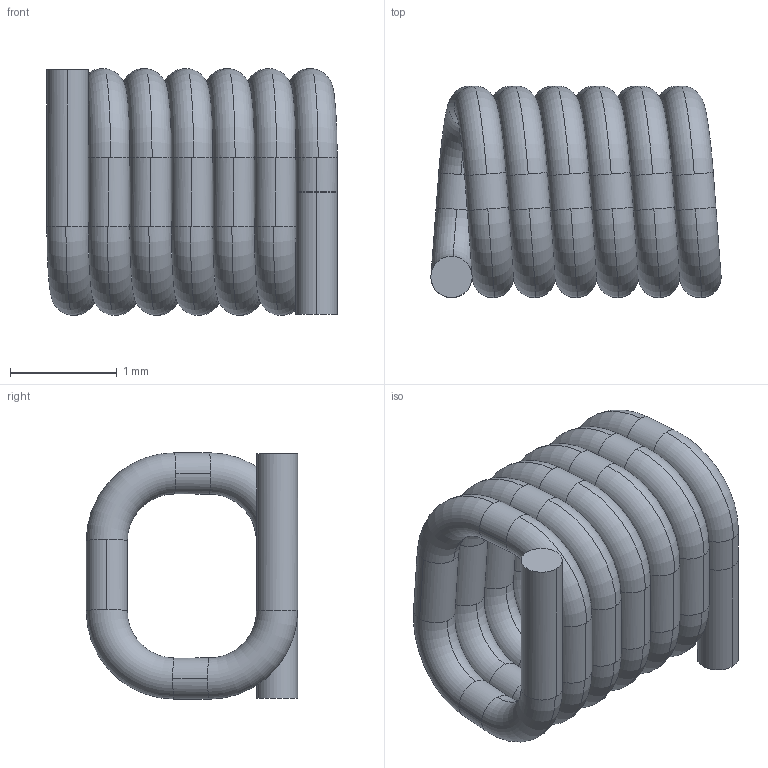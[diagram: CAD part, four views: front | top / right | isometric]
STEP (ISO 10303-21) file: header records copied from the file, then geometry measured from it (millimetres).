
FILE_DESCRIPTION (( 'STEP AP214' ), '1' );
FILE_NAME ('Coilcraft-0908SQ-22N.STEP', '2014-05-16T09:39:12', ( 'Windows User' ), ( '' ), 'SwSTEP 2.0', 'SolidWorks 2014', '' );
FILE_SCHEMA (( 'AUTOMOTIVE_DESIGN' ));
Length unit declared in the file: millimetre
Products named in the file (1): Coilcraft-0908SQ-22N
Bounding box: 2.72 x 1.98 x 2.31 mm (x, y, z)
Volume: 4.4 mm3; surface area: 46.6 mm2
Topology: 2 solids, 2 shells, 104 faces, 300 edges, 200 vertices
Faces by surface type: cylinder 52, torus 48, plane 4
Entity records: 4779 total; most frequent: DIRECTION 758, CARTESIAN_POINT 605, ORIENTED_EDGE 600, AXIS2_PLACEMENT_3D 353, EDGE_CURVE 300, CIRCLE 248, VERTEX_POINT 200, UNCERTAINTY_MEASURE_WITH_UNIT 108
